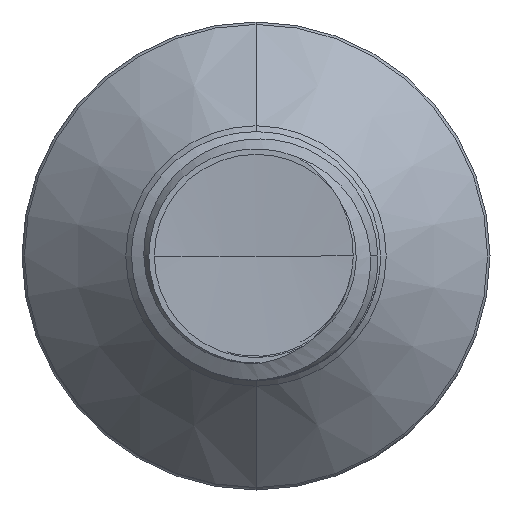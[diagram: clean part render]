
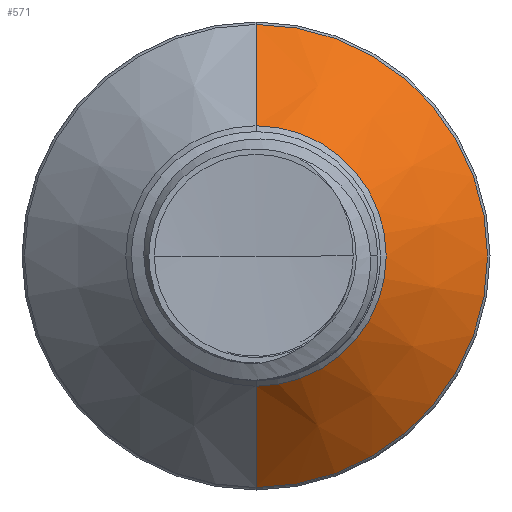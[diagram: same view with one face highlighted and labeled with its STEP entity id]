
A CAD part, front view. The second image highlights one B-rep face of the part: STEP entity #571.
In plain terms, the highlighted conical face has half-angle 45 degrees and reference radius 1.308 mm.
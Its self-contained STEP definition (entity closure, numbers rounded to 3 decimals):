
#163 = CARTESIAN_POINT ( 'NONE',  ( 0., 7.455, 0. ) ) ;
#331 = DIRECTION ( 'NONE',  ( 0., 0., 1. ) ) ;
#393 = DIRECTION ( 'NONE',  ( 0., 1., 0. ) ) ;
#571 = ADVANCED_FACE ( 'NONE', ( #26680 ), #19489, .T. ) ;
#821 = AXIS2_PLACEMENT_3D ( 'NONE', #9161, #24458, #11378 ) ;
#2022 = CARTESIAN_POINT ( 'NONE',  ( 0., 8.472, 0. ) ) ;
#2149 = VERTEX_POINT ( 'NONE', #15453 ) ;
#2336 = ORIENTED_EDGE ( 'NONE', *, *, #19858, .T. ) ;
#3113 = AXIS2_PLACEMENT_3D ( 'NONE', #2022, #17602, #4320 ) ;
#4035 = VERTEX_POINT ( 'NONE', #21266 ) ;
#4320 = DIRECTION ( 'NONE',  ( 0., 0., 1. ) ) ;
#8199 = DIRECTION ( 'NONE',  ( 0., 0.707, -0.707 ) ) ;
#8387 = ORIENTED_EDGE ( 'NONE', *, *, #18398, .T. ) ;
#9075 = ORIENTED_EDGE ( 'NONE', *, *, #15460, .F. ) ;
#9161 = CARTESIAN_POINT ( 'NONE',  ( 0., 7.455, 0. ) ) ;
#9503 = EDGE_LOOP ( 'NONE', ( #2336, #8387, #25854, #9075 ) ) ;
#9771 = DIRECTION ( 'NONE',  ( 0., 0.707, 0.707 ) ) ;
#10063 = CIRCLE ( 'NONE', #821, 1.308 ) ;
#11378 = DIRECTION ( 'NONE',  ( 0., 0., 1. ) ) ;
#12760 = AXIS2_PLACEMENT_3D ( 'NONE', #163, #393, #331 ) ;
#13892 = VECTOR ( 'NONE', #9771, 1000. ) ;
#14671 = VERTEX_POINT ( 'NONE', #26065 ) ;
#15453 = CARTESIAN_POINT ( 'NONE',  ( 0., 7.455, -1.308 ) ) ;
#15460 = EDGE_CURVE ( 'NONE', #4035, #22298, #19715, .T. ) ;
#16812 = CARTESIAN_POINT ( 'NONE',  ( 0., 7.455, -1.308 ) ) ;
#16902 = CARTESIAN_POINT ( 'NONE',  ( 0., 8.472, 2.325 ) ) ;
#16908 = EDGE_CURVE ( 'NONE', #22298, #14671, #20037, .T. ) ;
#17602 = DIRECTION ( 'NONE',  ( 0., 1., 0. ) ) ;
#17638 = LINE ( 'NONE', #16812, #22730 ) ;
#18398 = EDGE_CURVE ( 'NONE', #2149, #14671, #17638, .T. ) ;
#19489 = CONICAL_SURFACE ( 'NONE', #12760, 1.308, 0.785 ) ;
#19715 = LINE ( 'NONE', #22864, #13892 ) ;
#19858 = EDGE_CURVE ( 'NONE', #4035, #2149, #10063, .T. ) ;
#20037 = CIRCLE ( 'NONE', #3113, 2.325 ) ;
#21266 = CARTESIAN_POINT ( 'NONE',  ( 0., 7.455, 1.308 ) ) ;
#22298 = VERTEX_POINT ( 'NONE', #16902 ) ;
#22730 = VECTOR ( 'NONE', #8199, 1000. ) ;
#22864 = CARTESIAN_POINT ( 'NONE',  ( 0., 7.455, 1.308 ) ) ;
#24458 = DIRECTION ( 'NONE',  ( 0., 1., 0. ) ) ;
#25854 = ORIENTED_EDGE ( 'NONE', *, *, #16908, .F. ) ;
#26065 = CARTESIAN_POINT ( 'NONE',  ( 0., 8.472, -2.325 ) ) ;
#26680 = FACE_OUTER_BOUND ( 'NONE', #9503, .T. ) ;
